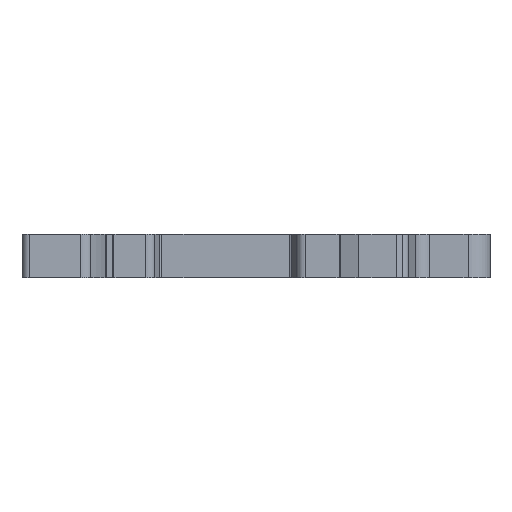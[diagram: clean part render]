
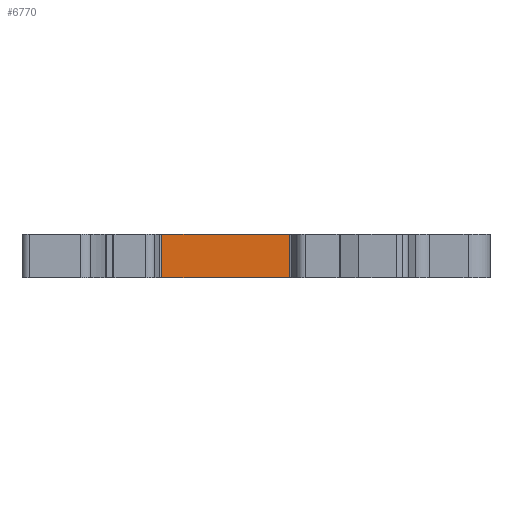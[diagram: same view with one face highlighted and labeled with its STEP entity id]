
A CAD part, front view. The second image highlights one B-rep face of the part: STEP entity #6770.
In plain terms, the highlighted planar face has unit normal (0, -1, 0).
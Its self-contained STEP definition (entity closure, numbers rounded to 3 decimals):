
#330 = DIRECTION ( 'NONE',  ( 0., 1., 0. ) ) ;
#338 = VECTOR ( 'NONE', #7617, 1000. ) ;
#916 = LINE ( 'NONE', #5183, #7521 ) ;
#1433 = LINE ( 'NONE', #7109, #4314 ) ;
#1489 = DIRECTION ( 'NONE',  ( 1., 0., 0. ) ) ;
#1985 = DIRECTION ( 'NONE',  ( 1., 0., 0. ) ) ;
#2013 = LINE ( 'NONE', #6989, #338 ) ;
#2118 = VERTEX_POINT ( 'NONE', #2339 ) ;
#2181 = FACE_OUTER_BOUND ( 'NONE', #4712, .T. ) ;
#2225 = VERTEX_POINT ( 'NONE', #2976 ) ;
#2339 = CARTESIAN_POINT ( 'NONE',  ( 8.746, -21.154, 3. ) ) ;
#2676 = EDGE_CURVE ( 'NONE', #7459, #5394, #916, .T. ) ;
#2976 = CARTESIAN_POINT ( 'NONE',  ( -8.746, -21.154, 3. ) ) ;
#4221 = VECTOR ( 'NONE', #1985, 1000. ) ;
#4314 = VECTOR ( 'NONE', #5240, 1000. ) ;
#4358 = ORIENTED_EDGE ( 'NONE', *, *, #2676, .T. ) ;
#4437 = EDGE_CURVE ( 'NONE', #2225, #2118, #7539, .T. ) ;
#4478 = EDGE_CURVE ( 'NONE', #2225, #7459, #2013, .T. ) ;
#4572 = EDGE_CURVE ( 'NONE', #2118, #5394, #1433, .T. ) ;
#4650 = DIRECTION ( 'NONE',  ( -1., 0., 0. ) ) ;
#4712 = EDGE_LOOP ( 'NONE', ( #4358, #7506, #6735, #7667 ) ) ;
#5130 = CARTESIAN_POINT ( 'NONE',  ( -8.746, -21.154, -3. ) ) ;
#5183 = CARTESIAN_POINT ( 'NONE',  ( -8.746, -21.154, -3. ) ) ;
#5240 = DIRECTION ( 'NONE',  ( 0., 0., -1. ) ) ;
#5249 = PLANE ( 'NONE',  #5819 ) ;
#5394 = VERTEX_POINT ( 'NONE', #7286 ) ;
#5819 = AXIS2_PLACEMENT_3D ( 'NONE', #7761, #330, #4650 ) ;
#6320 = CARTESIAN_POINT ( 'NONE',  ( -8.746, -21.154, 3. ) ) ;
#6735 = ORIENTED_EDGE ( 'NONE', *, *, #4437, .F. ) ;
#6770 = ADVANCED_FACE ( 'NONE', ( #2181 ), #5249, .F. ) ;
#6989 = CARTESIAN_POINT ( 'NONE',  ( -8.746, -21.154, 3. ) ) ;
#7109 = CARTESIAN_POINT ( 'NONE',  ( 8.746, -21.154, 3. ) ) ;
#7286 = CARTESIAN_POINT ( 'NONE',  ( 8.746, -21.154, -3. ) ) ;
#7459 = VERTEX_POINT ( 'NONE', #5130 ) ;
#7506 = ORIENTED_EDGE ( 'NONE', *, *, #4572, .F. ) ;
#7521 = VECTOR ( 'NONE', #1489, 1000. ) ;
#7539 = LINE ( 'NONE', #6320, #4221 ) ;
#7617 = DIRECTION ( 'NONE',  ( 0., 0., -1. ) ) ;
#7667 = ORIENTED_EDGE ( 'NONE', *, *, #4478, .T. ) ;
#7761 = CARTESIAN_POINT ( 'NONE',  ( -8.746, -21.154, 3. ) ) ;
